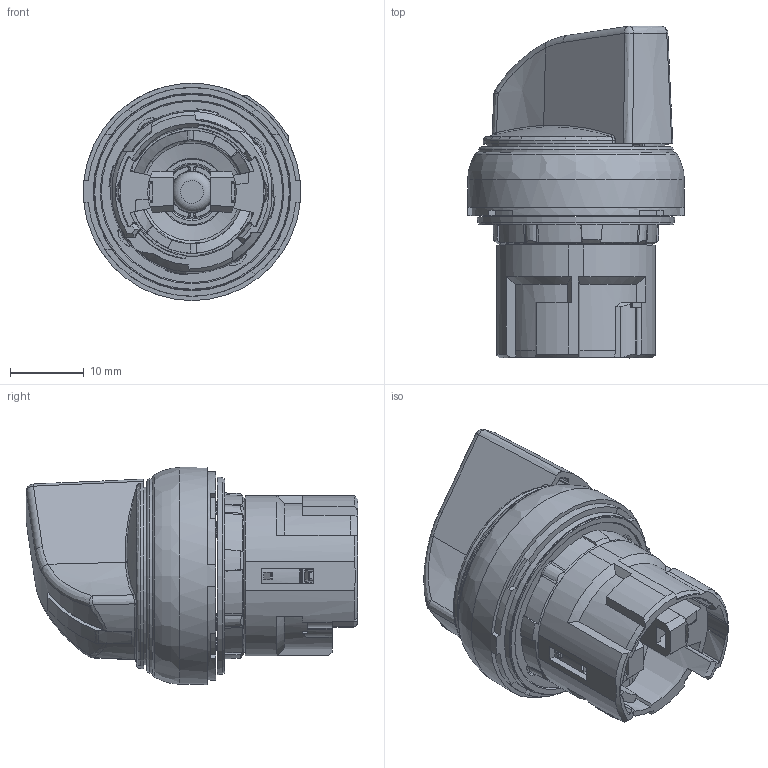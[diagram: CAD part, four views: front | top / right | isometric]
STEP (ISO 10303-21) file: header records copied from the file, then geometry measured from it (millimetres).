
FILE_DESCRIPTION(/* description */ (''),/* implementation_level */ '2;1');
FILE_NAME(/* name */ 'FILE_STP_CAD_DRAWING_LPSS120_CATALOG_prt.stp',/* time_stamp */ '2020-10-16T13:36:10+02:00',/* author */ (''),/* organization */ (''),/* preprocessor_version */ 'ST-DEVELOPER v16.7',/* originating_system */ 'SIEMENS PLM Software NX 12.0',/* authorisation */ '');
FILE_SCHEMA (('AUTOMOTIVE_DESIGN { 1 0 10303 214 3 1 1 1 }'));
Length unit declared in the file: millimetre
Products named in the file (1): LPSS120_CATALOG
Bounding box: 29.48 x 44.98 x 29.45 mm (x, y, z)
Surface area: 7194.4 mm2 (no closed solid volume)
Topology: 0 solids, 16 shells, 502 faces, 1820 edges, 1291 vertices
Faces by surface type: plane 199, cone 92, cylinder 91, bspline 80, torus 24, sphere 13, extrusion 3
Full cylindrical faces by diameter (mm): 5.5 x1, 16.7 x1, 26.4 x1
Entity records: 23755 total; most frequent: CARTESIAN_POINT 9474, ORIENTED_EDGE 2843, DIRECTION 2713, EDGE_CURVE 1785, VERTEX_POINT 1279, AXIS2_PLACEMENT_3D 1048, VECTOR 617, LINE 614
